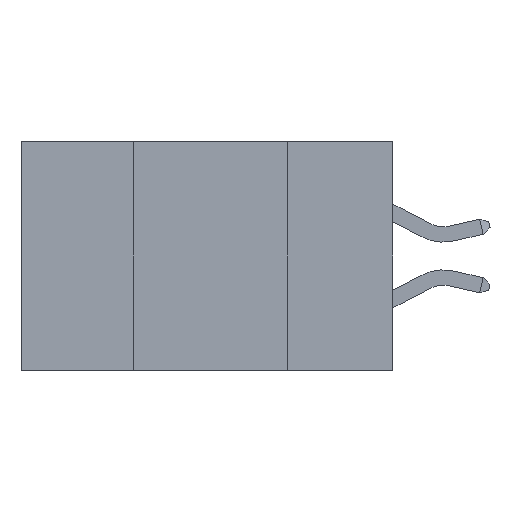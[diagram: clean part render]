
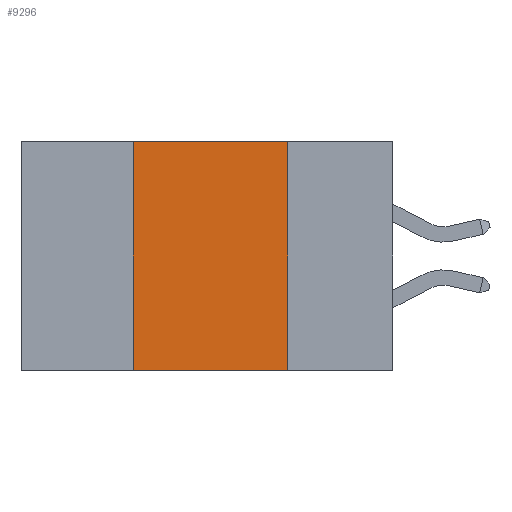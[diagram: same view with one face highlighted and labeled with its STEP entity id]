
A CAD part, left-side view. The second image highlights one B-rep face of the part: STEP entity #9296.
In plain terms, the highlighted planar face has unit normal (-1, 0, 0).
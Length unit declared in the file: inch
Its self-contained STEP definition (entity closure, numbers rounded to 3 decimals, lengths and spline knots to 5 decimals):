
#113 = VERTEX_POINT ( 'NONE', #19864 ) ;
#1606 = EDGE_CURVE ( 'NONE', #12539, #113, #19546, .T. ) ;
#1721 = CARTESIAN_POINT ( 'NONE',  ( 0., 0.17, 0. ) ) ;
#2608 = ORIENTED_EDGE ( 'NONE', *, *, #1606, .F. ) ;
#2915 = CARTESIAN_POINT ( 'NONE',  ( 0., 0.6, -0.37 ) ) ;
#3186 = CARTESIAN_POINT ( 'NONE',  ( 0., 0.42, 0. ) ) ;
#3332 = PLANE ( 'NONE',  #10757 ) ;
#4040 = ORIENTED_EDGE ( 'NONE', *, *, #13279, .F. ) ;
#4880 = ORIENTED_EDGE ( 'NONE', *, *, #12159, .T. ) ;
#4941 = CARTESIAN_POINT ( 'NONE',  ( 0., 0.42, -0.37 ) ) ;
#5203 = DIRECTION ( 'NONE',  ( 1., 0., 0. ) ) ;
#7845 = FACE_OUTER_BOUND ( 'NONE', #11339, .T. ) ;
#8615 = DIRECTION ( 'NONE',  ( 0., 0., -1. ) ) ;
#9072 = VECTOR ( 'NONE', #10343, 39.37008 ) ;
#9296 = ADVANCED_FACE ( 'NONE', ( #7845 ), #3332, .F. ) ;
#10343 = DIRECTION ( 'NONE',  ( 0., 0., 1. ) ) ;
#10580 = CARTESIAN_POINT ( 'NONE',  ( 0., 0.6, 0. ) ) ;
#10757 = AXIS2_PLACEMENT_3D ( 'NONE', #10580, #5203, #8615 ) ;
#11339 = EDGE_LOOP ( 'NONE', ( #2608, #4040, #20515, #4880 ) ) ;
#11799 = DIRECTION ( 'NONE',  ( 0., -1., 0. ) ) ;
#12159 = EDGE_CURVE ( 'NONE', #18465, #113, #19027, .T. ) ;
#12238 = CARTESIAN_POINT ( 'NONE',  ( 0., 0.42, 0. ) ) ;
#12539 = VERTEX_POINT ( 'NONE', #14221 ) ;
#12554 = EDGE_CURVE ( 'NONE', #18465, #15199, #22651, .T. ) ;
#13279 = EDGE_CURVE ( 'NONE', #15199, #12539, #20393, .T. ) ;
#13469 = VECTOR ( 'NONE', #17481, 39.37008 ) ;
#13769 = VECTOR ( 'NONE', #11799, 39.37008 ) ;
#14221 = CARTESIAN_POINT ( 'NONE',  ( 0., 0.17, 0. ) ) ;
#14297 = VECTOR ( 'NONE', #21028, 39.37008 ) ;
#15199 = VERTEX_POINT ( 'NONE', #12238 ) ;
#17481 = DIRECTION ( 'NONE',  ( 0., -1., 0. ) ) ;
#18465 = VERTEX_POINT ( 'NONE', #4941 ) ;
#19027 = LINE ( 'NONE', #2915, #13769 ) ;
#19546 = LINE ( 'NONE', #1721, #14297 ) ;
#19864 = CARTESIAN_POINT ( 'NONE',  ( 0., 0.17, -0.37 ) ) ;
#20393 = LINE ( 'NONE', #22719, #13469 ) ;
#20515 = ORIENTED_EDGE ( 'NONE', *, *, #12554, .F. ) ;
#21028 = DIRECTION ( 'NONE',  ( 0., 0., -1. ) ) ;
#22651 = LINE ( 'NONE', #3186, #9072 ) ;
#22719 = CARTESIAN_POINT ( 'NONE',  ( 0., 0.6, 0. ) ) ;
